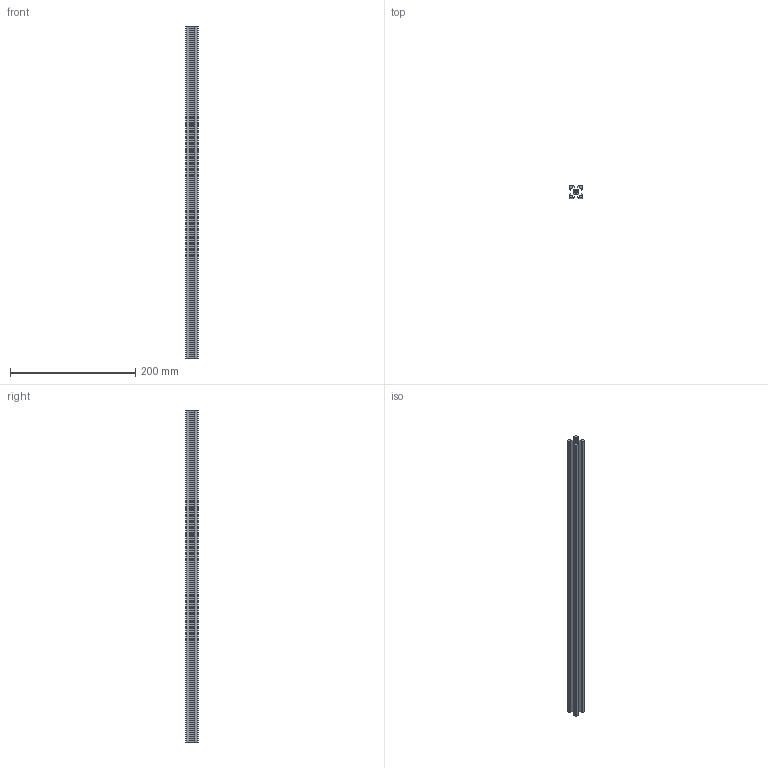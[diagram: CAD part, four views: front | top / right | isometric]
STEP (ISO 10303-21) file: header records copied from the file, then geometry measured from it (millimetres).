
FILE_DESCRIPTION(('HOOPS Exchange Step'),'2;1');
FILE_NAME('V-Slot 20x20x530.step','2018-08-20T11:13:17+00:00',('SYSTEM'),('Unknown organisation'),'HOOPS Exchange 10.0','HOOPS Exchange','Unknown authorisation');
FILE_SCHEMA( ('AUTOMOTIVE_DESIGN { 1 0 10303 214 1 1 1 1 }') );
Length unit declared in the file: millimetre
Products named in the file (2): Default; V-Slot 20x20x530
Assembly tree (1 placements, depth 2):
  V-Slot 20x20x530
    Default
Bounding box: 20 x 20 x 530 mm (x, y, z)
Volume: 90843.6 mm3; surface area: 85431.6 mm2
Topology: 1 solids, 1 shells, 71 faces, 208 edges, 139 vertices
Faces by surface type: plane 66, cylinder 5
Full cylindrical faces by diameter (mm): 4.2 x1
Entity records: 2372 total; most frequent: CARTESIAN_POINT 421, ORIENTED_EDGE 416, DIRECTION 367, EDGE_CURVE 208, VECTOR 197, LINE 197, VERTEX_POINT 139, AXIS2_PLACEMENT_3D 85
